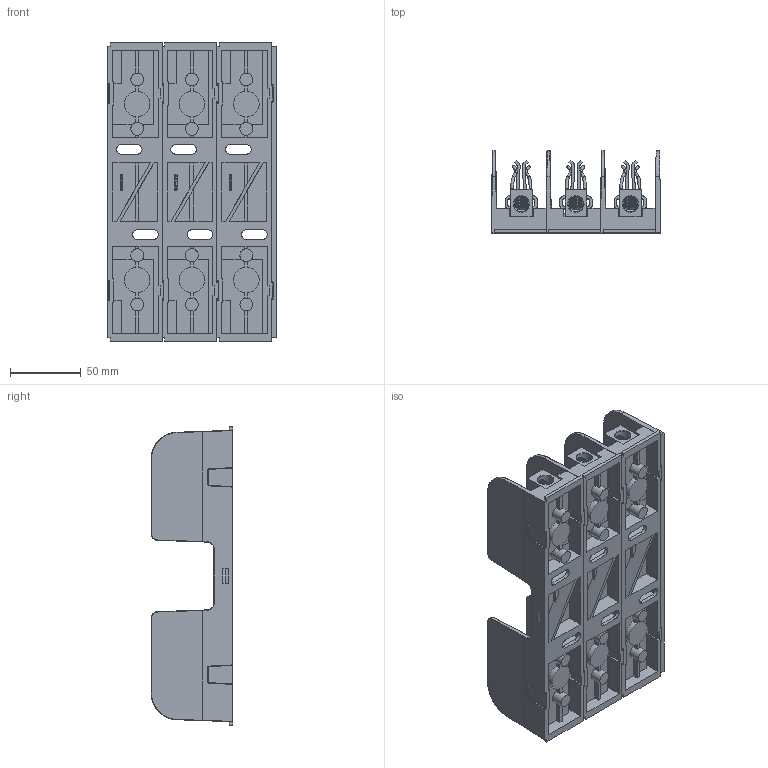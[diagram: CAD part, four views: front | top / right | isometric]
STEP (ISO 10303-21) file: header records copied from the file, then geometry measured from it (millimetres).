
FILE_DESCRIPTION (( 'STEP AP214' ), '1' );
FILE_NAME ('05C0251revA.STEP', '2014-01-15T19:48:53', ( '' ), ( '' ), 'SwSTEP 2.0', 'SolidWorks 2013', '' );
FILE_SCHEMA (( 'AUTOMOTIVE_DESIGN' ));
Length unit declared in the file: inch
Products named in the file (1): 05C0251revA
Bounding box: 119.63 x 57.94 x 211.46 mm (x, y, z)
Volume: 302420.6 mm3; surface area: 240006.4 mm2
Topology: 47 solids, 47 shells, 2934 faces, 7324 edges, 4526 vertices
Faces by surface type: plane 1385, cylinder 717, cone 564, bspline 208, torus 54, sphere 6
Full cylindrical faces by diameter (mm): 1.981 x18, 2.54 x6, 3.454 x12, 3.962 x12, 4.75 x12, 4.826 x84, 5.105 x24, 5.983 x6, 6.35 x54, 8.241 x6, 8.433 x6, 9.093 x12, 9.525 x66, 11.1 x6, 12.954 x6
Entity records: 128376 total; most frequent: CARTESIAN_POINT 25101, DIRECTION 12886, ORIENTED_EDGE 12600, EDGE_CURVE 6300, AXIS2_PLACEMENT_3D 4507, VERTEX_POINT 4436, EDGE_LOOP 4078, VECTOR 3872
